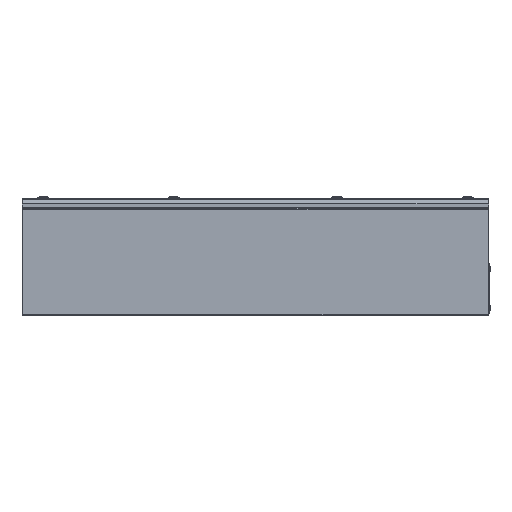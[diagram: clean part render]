
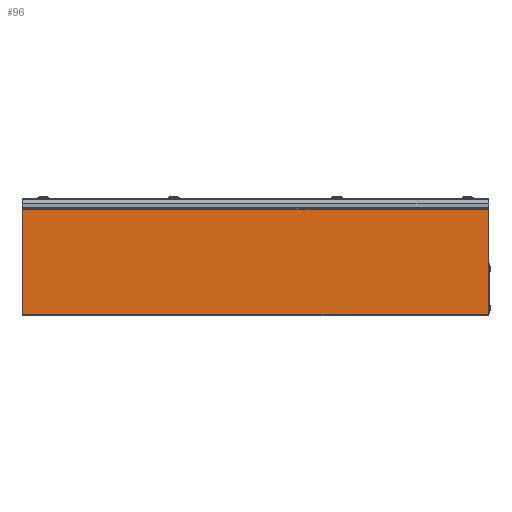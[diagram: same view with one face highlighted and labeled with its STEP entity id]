
A CAD part, left-side view. The second image highlights one B-rep face of the part: STEP entity #96.
In plain terms, the highlighted planar face has unit normal (-1, 0, 0).
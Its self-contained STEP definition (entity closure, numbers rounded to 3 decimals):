
#44 = EDGE_CURVE ( 'NONE', #28717, #7784, #23813, .T. ) ;
#96 = ADVANCED_FACE ( 'NONE', ( #25844 ), #30521, .F. ) ;
#373 = CARTESIAN_POINT ( 'NONE',  ( -606.583, -1108.944, 1. ) ) ;
#907 = CARTESIAN_POINT ( 'NONE',  ( -606.583, 89.056, 272.3 ) ) ;
#994 = CARTESIAN_POINT ( 'NONE',  ( -606.583, 89.056, 272.3 ) ) ;
#1977 = EDGE_CURVE ( 'NONE', #9688, #29025, #15567, .T. ) ;
#1986 = DIRECTION ( 'NONE',  ( 0., -1., 0. ) ) ;
#6604 = DIRECTION ( 'NONE',  ( 1., 0., 0. ) ) ;
#7286 = ORIENTED_EDGE ( 'NONE', *, *, #29960, .F. ) ;
#7784 = VERTEX_POINT ( 'NONE', #24932 ) ;
#8032 = VECTOR ( 'NONE', #1986, 1000. ) ;
#9234 = CARTESIAN_POINT ( 'NONE',  ( -606.583, 89.056, 272.3 ) ) ;
#9688 = VERTEX_POINT ( 'NONE', #19449 ) ;
#10840 = DIRECTION ( 'NONE',  ( 0., 0., -1. ) ) ;
#11166 = ORIENTED_EDGE ( 'NONE', *, *, #1977, .T. ) ;
#11532 = AXIS2_PLACEMENT_3D ( 'NONE', #9234, #6604, #28022 ) ;
#12194 = CARTESIAN_POINT ( 'NONE',  ( -606.583, 89.056, 272.3 ) ) ;
#12839 = ORIENTED_EDGE ( 'NONE', *, *, #20167, .T. ) ;
#13607 = EDGE_LOOP ( 'NONE', ( #7286, #12839, #11166, #18410, #28371, #19367 ) ) ;
#13769 = CARTESIAN_POINT ( 'NONE',  ( -606.583, -1108.944, 1. ) ) ;
#13826 = CARTESIAN_POINT ( 'NONE',  ( -606.583, 89.056, 1. ) ) ;
#14446 = DIRECTION ( 'NONE',  ( 0., 0., 1. ) ) ;
#15567 = LINE ( 'NONE', #994, #30232 ) ;
#15787 = EDGE_CURVE ( 'NONE', #29025, #28717, #30370, .T. ) ;
#15945 = VERTEX_POINT ( 'NONE', #373 ) ;
#18342 = VECTOR ( 'NONE', #14446, 1000. ) ;
#18410 = ORIENTED_EDGE ( 'NONE', *, *, #15787, .T. ) ;
#18618 = DIRECTION ( 'NONE',  ( 0., 1., 0. ) ) ;
#19060 = CARTESIAN_POINT ( 'NONE',  ( -606.583, -1108.724, 1. ) ) ;
#19367 = ORIENTED_EDGE ( 'NONE', *, *, #20493, .F. ) ;
#19391 = VERTEX_POINT ( 'NONE', #19060 ) ;
#19449 = CARTESIAN_POINT ( 'NONE',  ( -606.583, -1108.944, 272.3 ) ) ;
#19630 = VECTOR ( 'NONE', #10840, 1000. ) ;
#20167 = EDGE_CURVE ( 'NONE', #15945, #9688, #23584, .T. ) ;
#20315 = CARTESIAN_POINT ( 'NONE',  ( -606.583, 89.056, 1. ) ) ;
#20469 = DIRECTION ( 'NONE',  ( 0., 1., 0. ) ) ;
#20493 = EDGE_CURVE ( 'NONE', #19391, #7784, #22935, .T. ) ;
#22698 = DIRECTION ( 'NONE',  ( 0., 1., 0. ) ) ;
#22935 = LINE ( 'NONE', #20315, #27753 ) ;
#23584 = LINE ( 'NONE', #23880, #18342 ) ;
#23813 = LINE ( 'NONE', #13769, #8032 ) ;
#23880 = CARTESIAN_POINT ( 'NONE',  ( -606.583, -1108.944, 272.3 ) ) ;
#24082 = VECTOR ( 'NONE', #18618, 1000. ) ;
#24932 = CARTESIAN_POINT ( 'NONE',  ( -606.583, 88.836, 1. ) ) ;
#25844 = FACE_OUTER_BOUND ( 'NONE', #13607, .T. ) ;
#27753 = VECTOR ( 'NONE', #20469, 1000. ) ;
#28022 = DIRECTION ( 'NONE',  ( 0., 0., -1. ) ) ;
#28091 = LINE ( 'NONE', #13826, #24082 ) ;
#28371 = ORIENTED_EDGE ( 'NONE', *, *, #44, .T. ) ;
#28717 = VERTEX_POINT ( 'NONE', #29018 ) ;
#29018 = CARTESIAN_POINT ( 'NONE',  ( -606.583, 89.056, 1. ) ) ;
#29025 = VERTEX_POINT ( 'NONE', #12194 ) ;
#29960 = EDGE_CURVE ( 'NONE', #15945, #19391, #28091, .T. ) ;
#30232 = VECTOR ( 'NONE', #22698, 1000. ) ;
#30370 = LINE ( 'NONE', #907, #19630 ) ;
#30521 = PLANE ( 'NONE',  #11532 ) ;
